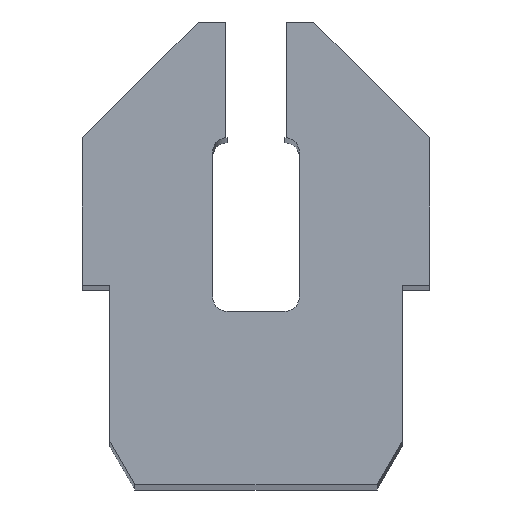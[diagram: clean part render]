
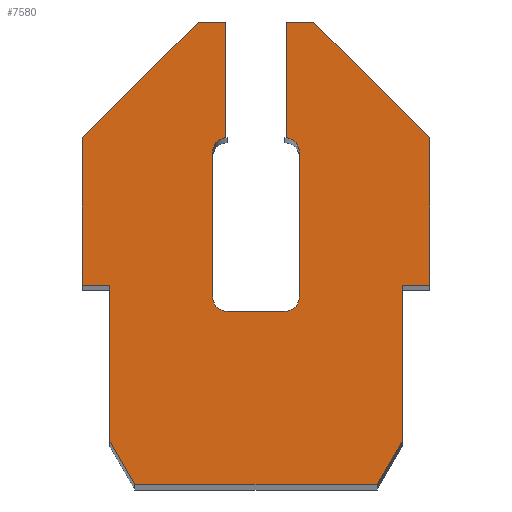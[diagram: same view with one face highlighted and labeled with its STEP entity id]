
A CAD part, top view. The second image highlights one B-rep face of the part: STEP entity #7580.
In plain terms, the highlighted planar face has unit normal (0, 0, 1).
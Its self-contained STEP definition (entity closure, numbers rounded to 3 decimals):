
#2140=CARTESIAN_POINT('',(-0.059,6.513,100.));
#2150=VERTEX_POINT('',#2140);
#2180=CARTESIAN_POINT('',(0.441,6.513,100.));
#2190=DIRECTION('',(0.,0.,1.));
#2200=DIRECTION('',(1.,0.,0.));
#2210=AXIS2_PLACEMENT_3D('',#2180,#2190,#2200);
#2220=CIRCLE('',#2210,0.5);
#2230=CARTESIAN_POINT('',(0.441,7.013,100.));
#2240=VERTEX_POINT('',#2230);
#2250=EDGE_CURVE('',#2240,#2150,#2220,.T.);
#2460=CARTESIAN_POINT('',(0.441,1.013,100.));
#2470=VERTEX_POINT('',#2460);
#2500=CARTESIAN_POINT('',(0.441,1.513,100.));
#2510=DIRECTION('',(0.,0.,1.));
#2520=DIRECTION('',(1.,0.,0.));
#2530=AXIS2_PLACEMENT_3D('',#2500,#2510,#2520);
#2540=CIRCLE('',#2530,0.5);
#2550=CARTESIAN_POINT('',(-0.059,1.513,100.));
#2560=VERTEX_POINT('',#2550);
#2570=EDGE_CURVE('',#2560,#2470,#2540,.T.);
#2740=CARTESIAN_POINT('',(1.441,11.013,100.));
#2750=DIRECTION('',(1.,0.,0.));
#2760=VECTOR('',#2750,1.);
#2770=LINE('',#2740,#2760);
#2780=CARTESIAN_POINT('',(-0.559,11.013,100.));
#2790=VERTEX_POINT('',#2780);
#2800=CARTESIAN_POINT('',(0.391,11.013,100.));
#2810=VERTEX_POINT('',#2800);
#2820=EDGE_CURVE('',#2790,#2810,#2770,.T.);
#3060=CARTESIAN_POINT('',(1.441,13.013,100.));
#3070=DIRECTION('',(0.707,0.707,0.));
#3080=VECTOR('',#3070,1.);
#3090=LINE('',#3060,#3080);
#3100=CARTESIAN_POINT('',(-4.559,7.013,100.));
#3110=VERTEX_POINT('',#3100);
#3120=EDGE_CURVE('',#3110,#2790,#3090,.T.);
#3300=CARTESIAN_POINT('',(-4.559,1.913,100.));
#3310=DIRECTION('',(0.,1.,0.));
#3320=VECTOR('',#3310,1.);
#3330=LINE('',#3300,#3320);
#3340=CARTESIAN_POINT('',(-4.559,1.913,100.));
#3350=VERTEX_POINT('',#3340);
#3360=EDGE_CURVE('',#3350,#3110,#3330,.T.);
#3540=CARTESIAN_POINT('',(1.441,1.913,100.));
#3550=DIRECTION('',(-1.,0.,0.));
#3560=VECTOR('',#3550,1.);
#3570=LINE('',#3540,#3560);
#3580=CARTESIAN_POINT('',(-3.609,1.913,100.));
#3590=VERTEX_POINT('',#3580);
#3600=EDGE_CURVE('',#3590,#3350,#3570,.T.);
#3780=CARTESIAN_POINT('',(-3.609,1.913,100.));
#3790=DIRECTION('',(0.,1.,0.));
#3800=VECTOR('',#3790,1.);
#3810=LINE('',#3780,#3800);
#3820=CARTESIAN_POINT('',(-3.609,-3.487,100.));
#3830=VERTEX_POINT('',#3820);
#3840=EDGE_CURVE('',#3830,#3590,#3810,.T.);
#4020=CARTESIAN_POINT('',(-6.726,1.913,100.));
#4030=DIRECTION('',(-0.5,0.866,0.));
#4040=VECTOR('',#4030,1.);
#4050=LINE('',#4020,#4040);
#4060=CARTESIAN_POINT('',(-2.743,-4.987,100.));
#4070=VERTEX_POINT('',#4060);
#4080=EDGE_CURVE('',#4070,#3830,#4050,.T.);
#4260=CARTESIAN_POINT('',(1.441,-4.987,100.));
#4270=DIRECTION('',(-1.,0.,0.));
#4280=VECTOR('',#4270,1.);
#4290=LINE('',#4260,#4280);
#4300=CARTESIAN_POINT('',(5.625,-4.987,100.));
#4310=VERTEX_POINT('',#4300);
#4320=EDGE_CURVE('',#4310,#4070,#4290,.T.);
#4500=CARTESIAN_POINT('',(9.609,1.913,100.));
#4510=DIRECTION('',(-0.5,-0.866,0.));
#4520=VECTOR('',#4510,1.);
#4530=LINE('',#4500,#4520);
#4540=CARTESIAN_POINT('',(6.491,-3.487,100.));
#4550=VERTEX_POINT('',#4540);
#4560=EDGE_CURVE('',#4550,#4310,#4530,.T.);
#4740=CARTESIAN_POINT('',(6.491,1.913,100.));
#4750=DIRECTION('',(0.,-1.,0.));
#4760=VECTOR('',#4750,1.);
#4770=LINE('',#4740,#4760);
#4780=CARTESIAN_POINT('',(6.491,1.913,100.));
#4790=VERTEX_POINT('',#4780);
#4800=EDGE_CURVE('',#4790,#4550,#4770,.T.);
#4980=CARTESIAN_POINT('',(1.441,1.913,100.));
#4990=DIRECTION('',(-1.,0.,0.));
#5000=VECTOR('',#4990,1.);
#5010=LINE('',#4980,#5000);
#5020=CARTESIAN_POINT('',(7.441,1.913,100.));
#5030=VERTEX_POINT('',#5020);
#5040=EDGE_CURVE('',#5030,#4790,#5010,.T.);
#5220=CARTESIAN_POINT('',(7.441,1.913,100.));
#5230=DIRECTION('',(0.,-1.,0.));
#5240=VECTOR('',#5230,1.);
#5250=LINE('',#5220,#5240);
#5260=CARTESIAN_POINT('',(7.441,7.013,100.));
#5270=VERTEX_POINT('',#5260);
#5280=EDGE_CURVE('',#5270,#5030,#5250,.T.);
#5460=CARTESIAN_POINT('',(1.441,13.013,100.));
#5470=DIRECTION('',(0.707,-0.707,0.));
#5480=VECTOR('',#5470,1.);
#5490=LINE('',#5460,#5480);
#5500=CARTESIAN_POINT('',(3.441,11.013,100.));
#5510=VERTEX_POINT('',#5500);
#5520=EDGE_CURVE('',#5510,#5270,#5490,.T.);
#5700=CARTESIAN_POINT('',(1.441,11.013,100.));
#5710=DIRECTION('',(1.,0.,0.));
#5720=VECTOR('',#5710,1.);
#5730=LINE('',#5700,#5720);
#5740=CARTESIAN_POINT('',(2.491,11.013,100.));
#5750=VERTEX_POINT('',#5740);
#5760=EDGE_CURVE('',#5750,#5510,#5730,.T.);
#5940=CARTESIAN_POINT('',(-0.059,1.913,100.));
#5950=DIRECTION('',(0.,-1.,0.));
#5960=VECTOR('',#5950,1.);
#5970=LINE('',#5940,#5960);
#5980=EDGE_CURVE('',#2150,#2560,#5970,.T.);
#6140=CARTESIAN_POINT('',(2.441,7.013,100.));
#6150=VERTEX_POINT('',#6140);
#6180=CARTESIAN_POINT('',(2.441,6.513,100.));
#6190=DIRECTION('',(0.,0.,1.));
#6200=DIRECTION('',(1.,0.,0.));
#6210=AXIS2_PLACEMENT_3D('',#6180,#6190,#6200);
#6220=CIRCLE('',#6210,0.5);
#6230=CARTESIAN_POINT('',(2.941,6.513,100.));
#6240=VERTEX_POINT('',#6230);
#6250=EDGE_CURVE('',#6240,#6150,#6220,.T.);
#6430=CARTESIAN_POINT('',(2.941,1.913,100.));
#6440=DIRECTION('',(0.,1.,0.));
#6450=VECTOR('',#6440,1.);
#6460=LINE('',#6430,#6450);
#6470=CARTESIAN_POINT('',(2.941,1.513,100.));
#6480=VERTEX_POINT('',#6470);
#6490=EDGE_CURVE('',#6480,#6240,#6460,.T.);
#6670=CARTESIAN_POINT('',(2.441,1.513,100.));
#6680=DIRECTION('',(0.,0.,1.));
#6690=DIRECTION('',(1.,0.,0.));
#6700=AXIS2_PLACEMENT_3D('',#6670,#6680,#6690);
#6710=CIRCLE('',#6700,0.5);
#6720=CARTESIAN_POINT('',(2.441,1.013,100.));
#6730=VERTEX_POINT('',#6720);
#6740=EDGE_CURVE('',#6730,#6480,#6710,.T.);
#6920=CARTESIAN_POINT('',(1.441,1.013,100.));
#6930=DIRECTION('',(1.,0.,0.));
#6940=VECTOR('',#6930,1.);
#6950=LINE('',#6920,#6940);
#6960=EDGE_CURVE('',#2470,#6730,#6950,.T.);
#7030=CARTESIAN_POINT('',(0.,0.,100.));
#7040=DIRECTION('',(0.,0.,1.));
#7050=DIRECTION('',(1.,0.,0.));
#7060=AXIS2_PLACEMENT_3D('',#7030,#7040,#7050);
#7070=PLANE('',#7060);
#7080=ORIENTED_EDGE('',*,*,#5980,.F.);
#7090=ORIENTED_EDGE('',*,*,#2570,.F.);
#7100=ORIENTED_EDGE('',*,*,#6960,.F.);
#7110=ORIENTED_EDGE('',*,*,#6740,.F.);
#7120=ORIENTED_EDGE('',*,*,#6490,.F.);
#7130=ORIENTED_EDGE('',*,*,#6250,.F.);
#7140=CARTESIAN_POINT('',(0.,7.013,100.));
#7150=DIRECTION('',(1.,0.,0.));
#7160=VECTOR('',#7150,1.);
#7170=LINE('',#7140,#7160);
#7180=CARTESIAN_POINT('',(2.491,7.013,100.));
#7190=VERTEX_POINT('',#7180);
#7200=EDGE_CURVE('',#6150,#7190,#7170,.T.);
#7210=ORIENTED_EDGE('',*,*,#7200,.F.);
#7220=CARTESIAN_POINT('',(2.491,0.,100.));
#7230=DIRECTION('',(0.,1.,0.));
#7240=VECTOR('',#7230,1.);
#7250=LINE('',#7220,#7240);
#7260=EDGE_CURVE('',#7190,#5750,#7250,.T.);
#7270=ORIENTED_EDGE('',*,*,#7260,.F.);
#7280=ORIENTED_EDGE('',*,*,#5760,.F.);
#7290=ORIENTED_EDGE('',*,*,#5520,.F.);
#7300=ORIENTED_EDGE('',*,*,#5280,.F.);
#7310=ORIENTED_EDGE('',*,*,#5040,.F.);
#7320=ORIENTED_EDGE('',*,*,#4800,.F.);
#7330=ORIENTED_EDGE('',*,*,#4560,.F.);
#7340=ORIENTED_EDGE('',*,*,#4320,.F.);
#7350=ORIENTED_EDGE('',*,*,#4080,.F.);
#7360=ORIENTED_EDGE('',*,*,#3840,.F.);
#7370=ORIENTED_EDGE('',*,*,#3600,.F.);
#7380=ORIENTED_EDGE('',*,*,#3360,.F.);
#7390=ORIENTED_EDGE('',*,*,#3120,.F.);
#7400=ORIENTED_EDGE('',*,*,#2820,.F.);
#7410=CARTESIAN_POINT('',(0.391,0.,100.));
#7420=DIRECTION('',(0.,-1.,0.));
#7430=VECTOR('',#7420,1.);
#7440=LINE('',#7410,#7430);
#7450=CARTESIAN_POINT('',(0.391,7.013,100.));
#7460=VERTEX_POINT('',#7450);
#7470=EDGE_CURVE('',#2810,#7460,#7440,.T.);
#7480=ORIENTED_EDGE('',*,*,#7470,.F.);
#7490=CARTESIAN_POINT('',(0.,7.013,100.));
#7500=DIRECTION('',(1.,0.,0.));
#7510=VECTOR('',#7500,1.);
#7520=LINE('',#7490,#7510);
#7530=EDGE_CURVE('',#7460,#2240,#7520,.T.);
#7540=ORIENTED_EDGE('',*,*,#7530,.F.);
#7550=ORIENTED_EDGE('',*,*,#2250,.F.);
#7560=EDGE_LOOP('',(#7550,#7540,#7480,#7400,#7390,#7380,#7370,#7360,
#7350,#7340,#7330,#7320,#7310,#7300,#7290,#7280,#7270,#7210,#7130,#7120,
#7110,#7100,#7090,#7080));
#7570=FACE_OUTER_BOUND('',#7560,.T.);
#7580=ADVANCED_FACE('',(#7570),#7070,.T.);
